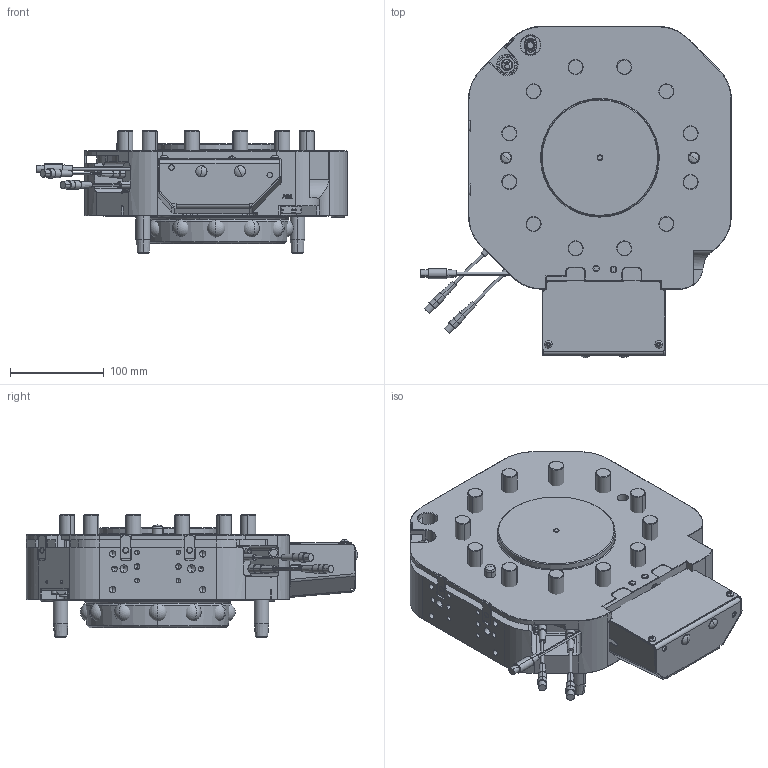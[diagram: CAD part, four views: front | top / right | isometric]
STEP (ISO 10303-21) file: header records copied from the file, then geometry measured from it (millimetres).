
FILE_DESCRIPTION (( 'STEP AP214' ), '1' );
FILE_NAME ('P6962.STEP', '2023-09-19T07:21:55', ( '' ), ( '' ), 'SwSTEP 2.0', 'SolidWorks 2021', '' );
FILE_SCHEMA (( 'AUTOMOTIVE_DESIGN' ));
Length unit declared in the file: millimetre
Products named in the file (1): P6962
Bounding box: 331 x 353.01 x 130.9 mm (x, y, z)
Volume: 5556092.9 mm3; surface area: 691764.8 mm2
Topology: 78 solids, 78 shells, 2480 faces, 6062 edges, 3778 vertices
Faces by surface type: plane 999, cylinder 767, cone 435, torus 127, bspline 120, sphere 32
Entity records: 106565 total; most frequent: CARTESIAN_POINT 20412, DIRECTION 12294, ORIENTED_EDGE 11756, EDGE_CURVE 5878, AXIS2_PLACEMENT_3D 4522, VERTEX_POINT 3741, VECTOR 3250, LINE 3250
